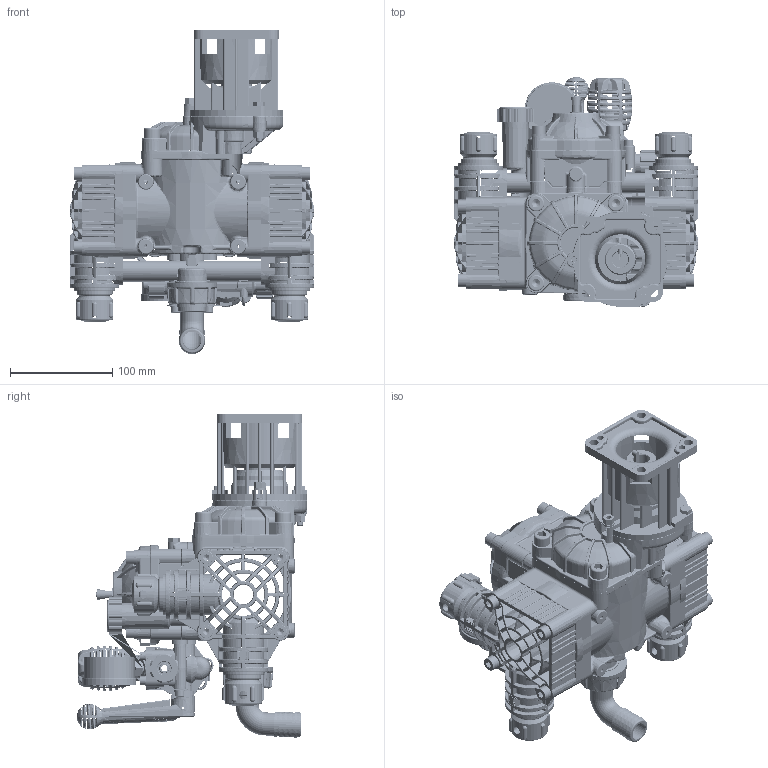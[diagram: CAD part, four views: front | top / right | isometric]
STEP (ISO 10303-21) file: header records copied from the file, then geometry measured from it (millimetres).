
FILE_DESCRIPTION (( 'STEP AP203' ), '1' );
FILE_NAME ('9915-DP252 GRGI58.STEP', '2022-05-11T13:04:27', ( 'dell3' ), ( 'Microsoft' ), 'SwSTEP 2.0', 'SolidWorks 2020', '' );
FILE_SCHEMA (( 'CONFIG_CONTROL_DESIGN' ));
Products named in the file (1): 9915-DP252 GRGI58
Bounding box: 238.4 x 224.85 x 316.28 mm (x, y, z)
Surface area: 456409.6 mm2 (no closed solid volume)
Topology: 0 solids, 224 shells, 7526 faces, 27021 edges, 18269 vertices
Faces by surface type: bspline 2268, cylinder 1824, plane 1823, torus 821, cone 653, sphere 137
Entity records: 393128 total; most frequent: CARTESIAN_POINT 198536, ORIENTED_EDGE 41045, DIRECTION 33660, EDGE_CURVE 26770, VERTEX_POINT 18277, AXIS2_PLACEMENT_3D 13078, B_SPLINE_CURVE_WITH_KNOTS 9590, EDGE_LOOP 8037
